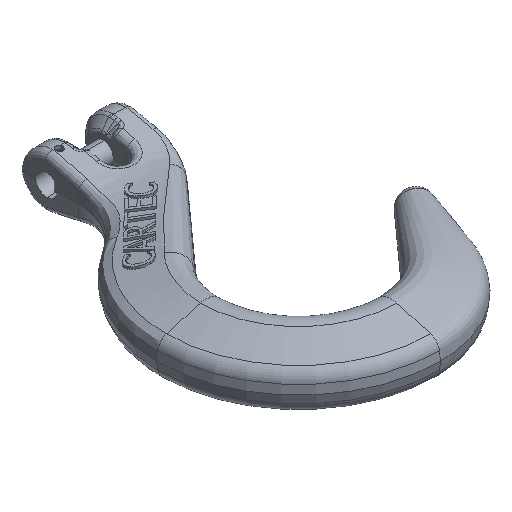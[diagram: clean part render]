
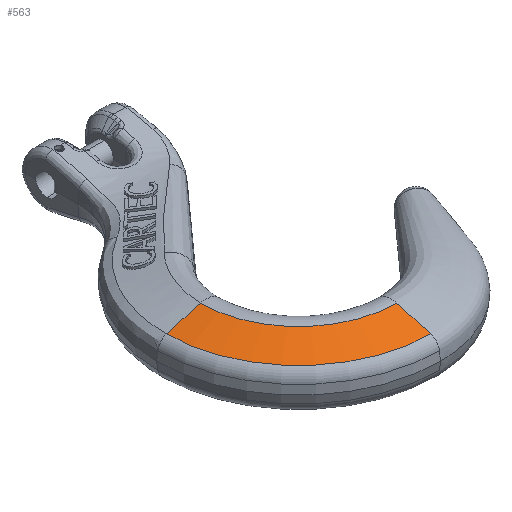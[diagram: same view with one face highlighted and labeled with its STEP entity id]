
A CAD part, isometric view. The second image highlights one B-rep face of the part: STEP entity #563.
In plain terms, the highlighted conical face has half-angle 73.69 degrees and reference radius 43.603 mm.
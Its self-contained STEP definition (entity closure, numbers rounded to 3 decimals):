
#563=ADVANCED_FACE('',(#1272),#1273,.T.);
#1272=FACE_OUTER_BOUND('',#4429,.T.);
#1273=CONICAL_SURFACE('',#4430,43.603,1.286);
#4429=EDGE_LOOP('',(#22170,#22171,#22172,#22173,#22174));
#4430=AXIS2_PLACEMENT_3D('',#22175,#22176,#22177);
#22170=ORIENTED_EDGE('',*,*,#23823,.F.);
#22171=ORIENTED_EDGE('',*,*,#23824,.F.);
#22172=ORIENTED_EDGE('',*,*,#23804,.F.);
#22173=ORIENTED_EDGE('',*,*,#23825,.T.);
#22174=ORIENTED_EDGE('',*,*,#23826,.F.);
#22175=CARTESIAN_POINT('',(0.0,0.0,12.658));
#22176=DIRECTION('',(-0.0,-0.0,-1.0));
#22177=DIRECTION('',(-1.0,0.0,0.0));
#23804=EDGE_CURVE('',#25066,#25029,#25068,.T.);
#23823=EDGE_CURVE('',#25093,#25094,#25095,.T.);
#23824=EDGE_CURVE('',#25029,#25093,#25096,.T.);
#23825=EDGE_CURVE('',#25066,#25097,#25098,.T.);
#23826=EDGE_CURVE('',#25094,#25097,#25099,.T.);
#25029=VERTEX_POINT('',#28171);
#25066=VERTEX_POINT('',#29613);
#25068=LINE('',#29646,#29647);
#25093=VERTEX_POINT('',#30666);
#25094=VERTEX_POINT('',#30667);
#25095=B_SPLINE_CURVE_WITH_KNOTS('',3,(#30668,#30669,#30670,#30671,#30672,#30673,#30674,#30675,#30676,#30677,#30678,#30679,#30680,#30681,#30682,#30683,#30684,#30685,#30686,#30687,#30688,#30689,#30690,#30691,#30692,#30693,#30694,#30695),.UNSPECIFIED.,.F.,.F.,(4,3,3,3,3,3,3,3,3,4),(-0.573,-0.572,-0.57,-0.566,-0.563,-0.5,-0.438,-0.375,-0.313,-0.297),.UNSPECIFIED.);
#25096=CIRCLE('',#30696,43.603);
#25097=VERTEX_POINT('',#30697);
#25098=CIRCLE('',#30698,58.569);
#25099=B_SPLINE_CURVE_WITH_KNOTS('',3,(#30699,#30700,#30701,#30702,#30703,#30704,#30705,#30706,#30707,#30708,#30709,#30710,#30711,#30712,#30713,#30714,#30715,#30716,#30717),.UNSPECIFIED.,.F.,.F.,(4,3,3,3,3,3,4),(-0.297,-0.281,-0.25,-0.242,-0.234,-0.23,-0.229),.UNSPECIFIED.);
#28171=CARTESIAN_POINT('',(-43.603,0.,12.658));
#29613=CARTESIAN_POINT('',(-58.569,0.,8.279));
#29646=CARTESIAN_POINT('',(-47.302,0.,11.576));
#29647=VECTOR('',#36661,10.0);
#30666=CARTESIAN_POINT('',(0.,-43.603,12.658));
#30667=CARTESIAN_POINT('',(0.,-55.675,9.125));
#30668=CARTESIAN_POINT('',(0.,-43.603,12.658));
#30669=CARTESIAN_POINT('',(0.,-43.612,12.655));
#30670=CARTESIAN_POINT('',(0.,-43.62,12.653));
#30671=CARTESIAN_POINT('',(0.,-43.628,12.651));
#30672=CARTESIAN_POINT('',(0.,-43.657,12.642));
#30673=CARTESIAN_POINT('',(0.,-43.687,12.634));
#30674=CARTESIAN_POINT('',(0.,-43.716,12.625));
#30675=CARTESIAN_POINT('',(0.,-43.774,12.608));
#30676=CARTESIAN_POINT('',(0.,-43.832,12.591));
#30677=CARTESIAN_POINT('',(0.,-43.89,12.574));
#30678=CARTESIAN_POINT('',(0.,-43.948,12.557));
#30679=CARTESIAN_POINT('',(0.,-44.007,12.54));
#30680=CARTESIAN_POINT('',(0.,-44.065,12.523));
#30681=CARTESIAN_POINT('',(0.,-44.995,12.251));
#30682=CARTESIAN_POINT('',(0.,-45.921,11.98));
#30683=CARTESIAN_POINT('',(0.,-46.842,11.71));
#30684=CARTESIAN_POINT('',(0.,-47.763,11.441));
#30685=CARTESIAN_POINT('',(0.,-48.679,11.173));
#30686=CARTESIAN_POINT('',(0.,-49.59,10.906));
#30687=CARTESIAN_POINT('',(0.,-50.502,10.639));
#30688=CARTESIAN_POINT('',(0.,-51.408,10.374));
#30689=CARTESIAN_POINT('',(0.,-52.311,10.11));
#30690=CARTESIAN_POINT('',(0.,-53.213,9.846));
#30691=CARTESIAN_POINT('',(0.,-54.112,9.583));
#30692=CARTESIAN_POINT('',(0.,-55.007,9.321));
#30693=CARTESIAN_POINT('',(0.,-55.23,9.256));
#30694=CARTESIAN_POINT('',(0.,-55.453,9.191));
#30695=CARTESIAN_POINT('',(0.,-55.675,9.125));
#30696=AXIS2_PLACEMENT_3D('',#36678,#36679,#36680);
#30697=CARTESIAN_POINT('',(0.,-58.569,8.279));
#30698=AXIS2_PLACEMENT_3D('',#36681,#36682,#36683);
#30699=CARTESIAN_POINT('',(0.,-55.675,9.125));
#30700=CARTESIAN_POINT('',(0.,-55.899,9.06));
#30701=CARTESIAN_POINT('',(0.,-56.124,8.994));
#30702=CARTESIAN_POINT('',(0.,-56.348,8.929));
#30703=CARTESIAN_POINT('',(0.,-56.794,8.798));
#30704=CARTESIAN_POINT('',(0.,-57.239,8.668));
#30705=CARTESIAN_POINT('',(0.,-57.684,8.538));
#30706=CARTESIAN_POINT('',(0.,-57.795,8.505));
#30707=CARTESIAN_POINT('',(0.,-57.906,8.473));
#30708=CARTESIAN_POINT('',(0.,-58.017,8.44));
#30709=CARTESIAN_POINT('',(0.,-58.128,8.408));
#30710=CARTESIAN_POINT('',(0.,-58.239,8.375));
#30711=CARTESIAN_POINT('',(0.,-58.35,8.343));
#30712=CARTESIAN_POINT('',(0.,-58.406,8.326));
#30713=CARTESIAN_POINT('',(0.,-58.461,8.31));
#30714=CARTESIAN_POINT('',(0.,-58.517,8.294));
#30715=CARTESIAN_POINT('',(0.,-58.534,8.289));
#30716=CARTESIAN_POINT('',(0.,-58.551,8.284));
#30717=CARTESIAN_POINT('',(0.,-58.569,8.279));
#36661=DIRECTION('',(0.96,0.,0.281));
#36678=CARTESIAN_POINT('',(0.0,0.0,12.658));
#36679=DIRECTION('',(0.0,0.0,1.0));
#36680=DIRECTION('',(1.0,0.0,0.0));
#36681=CARTESIAN_POINT('',(0.0,0.0,8.279));
#36682=DIRECTION('',(0.0,0.0,1.0));
#36683=DIRECTION('',(1.0,0.0,0.0));
